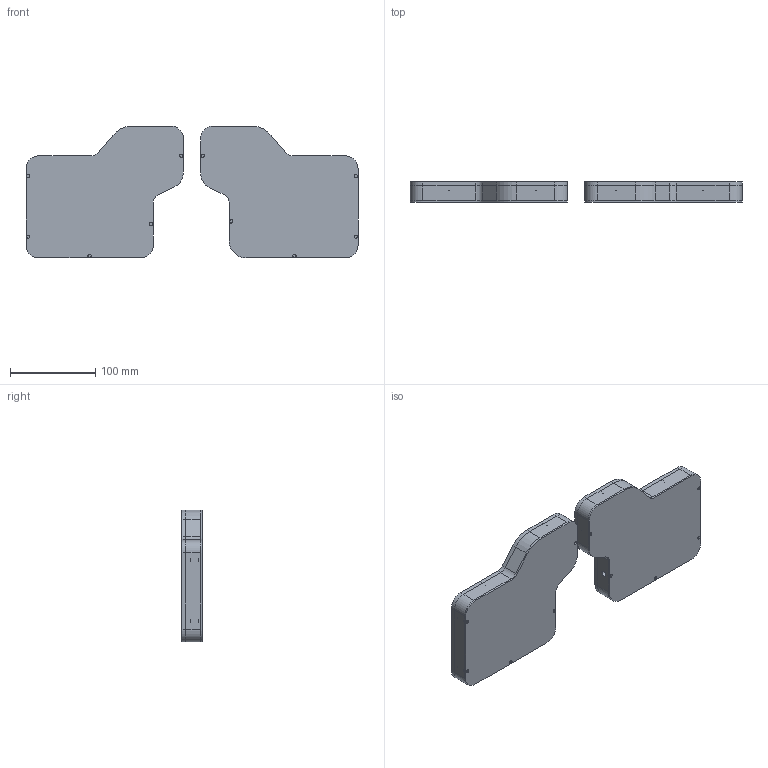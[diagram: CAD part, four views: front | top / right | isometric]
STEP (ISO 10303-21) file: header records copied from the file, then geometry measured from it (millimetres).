
FILE_DESCRIPTION(/* description */ (''),/* implementation_level */ '2;1');
FILE_NAME(/* name */ 'Custom Split Board.step',/* time_stamp */ '2021-08-12T23:56:40-04:00',/* author */ (''),/* organization */ (''),/* preprocessor_version */ 'ST-DEVELOPER v18.1',/* originating_system */ 'Autodesk Translation Framework v10.9.0.1377',/* authorisation */ '');
FILE_SCHEMA (('AUTOMOTIVE_DESIGN { 1 0 10303 214 3 1 1 }'));
Length unit declared in the file: millimetre
Products named in the file (3): Custom Split Board; Left Side; Right Side
Assembly tree (2 placements, depth 2):
  Custom Split Board
    Left Side
    Right Side
Bounding box: 390 x 24 x 155 mm (x, y, z)
Volume: 307773.3 mm3; surface area: 250396.5 mm2
Topology: 8 solids, 8 shells, 1679 faces, 4892 edges, 3262 vertices
Faces by surface type: plane 1485, cylinder 194
Full cylindrical faces by diameter (mm): 3.95 x56, 6 x2
Entity records: 55178 total; most frequent: CARTESIAN_POINT 9838, ORIENTED_EDGE 9784, DIRECTION 8648, EDGE_CURVE 4892, LINE 4504, VECTOR 4504, VERTEX_POINT 3262, AXIS2_PLACEMENT_3D 2072
